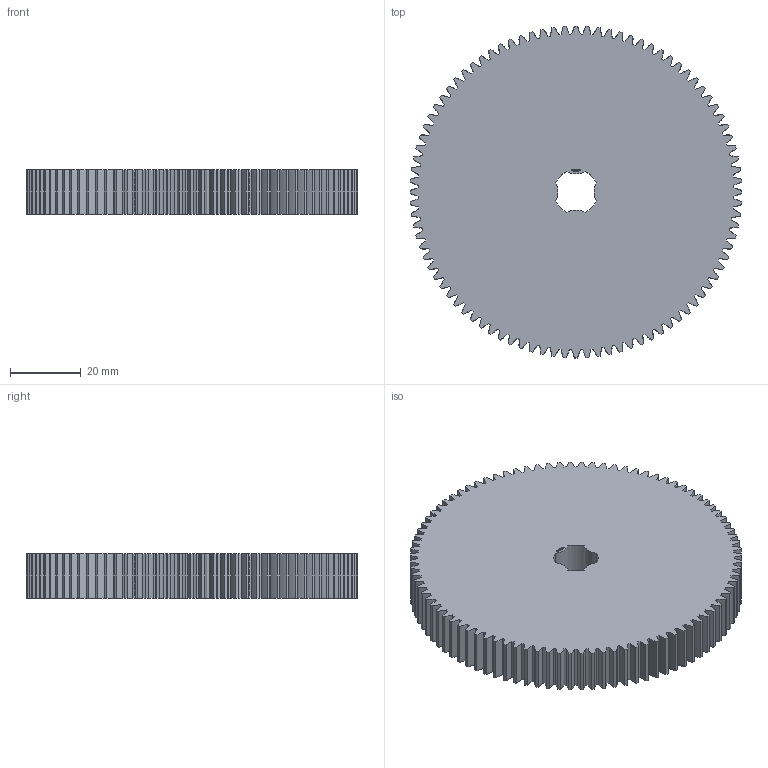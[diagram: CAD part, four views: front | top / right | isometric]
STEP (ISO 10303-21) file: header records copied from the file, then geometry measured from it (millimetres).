
FILE_DESCRIPTION(('FreeCAD Model'),'2;1');
FILE_NAME('Open CASCADE Shape Model','2024-03-11T23:34:33',(''),(''), 'Open CASCADE STEP processor 7.6','FreeCAD','Unknown');
FILE_SCHEMA(('AUTOMOTIVE_DESIGN { 1 0 10303 214 1 1 1 1 }'));
Products named in the file (1): Gear Wheel PLN TTH92 BU01.00 SFT-SHD - SPN-GWH-0348 (stemfie.org)
Bounding box: 94 x 94 x 12.5 mm (x, y, z)
Volume: 81471.6 mm3; surface area: 20813.9 mm2
Topology: 1 solids, 1 shells, 864 faces, 2490 edges, 1660 vertices
Faces by surface type: extrusion 528, plane 328, cylinder 8
Entity records: 83823 total; most frequent: CARTESIAN_POINT 31845, DIRECTION 6576, VECTOR 5854, LINE 5326, ORIENTED_EDGE 4980, PCURVE 4980, DEFINITIONAL_REPRESENTATION 4980, B_SPLINE_CURVE_WITH_KNOTS 2640
